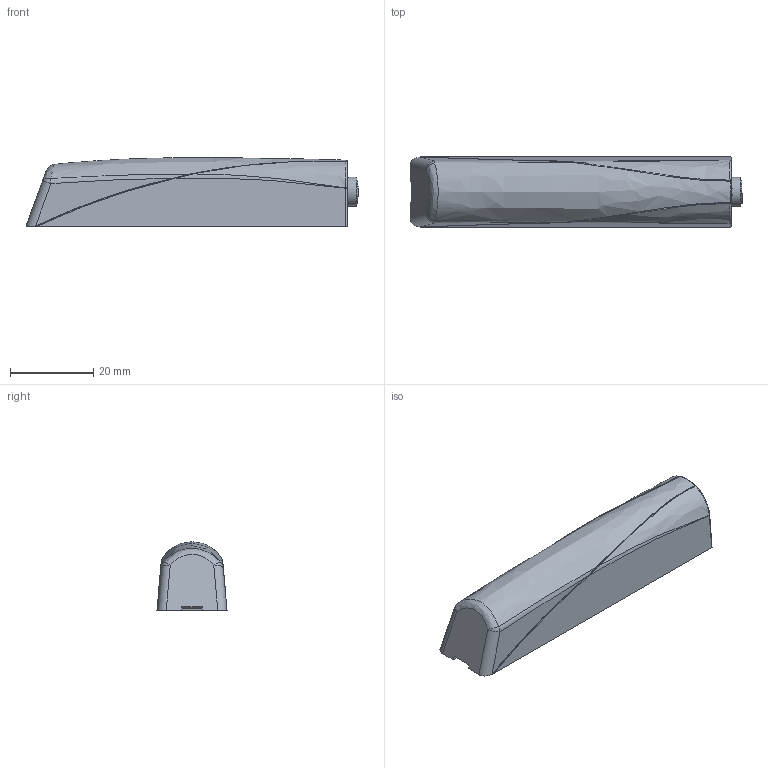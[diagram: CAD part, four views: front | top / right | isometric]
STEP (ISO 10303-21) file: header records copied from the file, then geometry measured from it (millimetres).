
FILE_DESCRIPTION(/* description */ (''),/* implementation_level */ '2;1');
FILE_NAME(/* name */ 'AM-OWM_OAM-DL-..-10A_zamk.stp',/* time_stamp */ '2024-03-01T13:06:57+01:00',/* author */ ('tomaszw'),/* organization */ (''),/* preprocessor_version */ 'ST-DEVELOPER v19.2',/* originating_system */ 'Autodesk Inventor 2023',/* authorisation */ '');
FILE_SCHEMA (('AUTOMOTIVE_DESIGN { 1 0 10303 214 3 1 1 }'));
Length unit declared in the file: millimetre
Products named in the file (4): AM-OWM_OAM-DL-..-10A; R953.100 R DN HOLDER-POKROV; R953.200 R DN HOLDER-PODLOGA iver-Maco; AM-OWM_OAM-DL-..-10A_obudowa
Assembly tree (3 placements, depth 2):
  AM-OWM_OAM-DL-..-10A
    R953.100 R DN HOLDER-POKROV
    R953.200 R DN HOLDER-PODLOGA iver-Maco
    AM-OWM_OAM-DL-..-10A_obudowa
Bounding box: 79.81 x 16.85 x 16.46 mm (x, y, z)
Volume: 13439.3 mm3; surface area: 15571.5 mm2
Topology: 6 solids, 7 shells, 1268 faces, 3269 edges, 2002 vertices
Faces by surface type: bspline 464, plane 389, cylinder 278, torus 66, cone 42, sphere 29
Full cylindrical faces by diameter (mm): 4 x4, 5.6 x2, 6.05 x1, 6.1 x1, 6.4 x2, 7 x1, 7.2 x1, 7.85 x1, 8 x4, 8.1 x1, 9.8 x1, 10 x1, 11.8 x1, 11.9 x1, 12.2 x1
Entity records: 62871 total; most frequent: CARTESIAN_POINT 34657, ORIENTED_EDGE 6436, DIRECTION 5122, EDGE_CURVE 3218, VERTEX_POINT 2000, AXIS2_PLACEMENT_3D 1996, EDGE_LOOP 1326, FACE_OUTER_BOUND 1266
